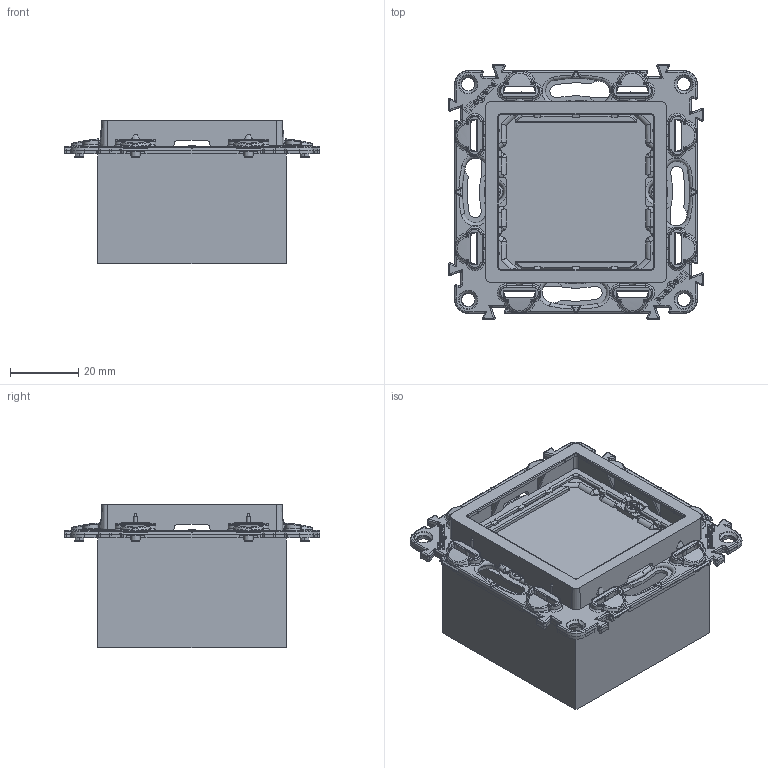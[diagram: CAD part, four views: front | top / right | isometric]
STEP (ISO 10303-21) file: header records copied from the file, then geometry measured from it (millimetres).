
FILE_DESCRIPTION(('CATIA V5 STEP Exchange','CAx-IF Rec.Pracs.--- Model Styling and Organization---1.4--- 2014-01-23'),'2;1');
FILE_NAME('752144_AllCATPart.stp','2020-02-13T09:44:53+00:00',('none'),('none'),'CATIA Version 5-6 Release 2017 SP3','CATIA V5 STEP AP214','none');
FILE_SCHEMA(('AUTOMOTIVE_DESIGN { 1 0 10303 214 1 1 1 1 }'));
Products named in the file (1): 752144_AllCATPart
Bounding box: 74.7 x 74.7 x 41.8 mm (x, y, z)
Volume: 105530.4 mm3; surface area: 24644.5 mm2
Topology: 1 solids, 3 shells, 6564 faces, 18877 edges, 12315 vertices
Faces by surface type: plane 5275, cylinder 527, bspline 276, cone 227, torus 172, extrusion 55, sphere 32
Entity records: 230871 total; most frequent: CARTESIAN_POINT 61654, ORIENTED_EDGE 37626, DIRECTION 27587, EDGE_CURVE 18813, VECTOR 15486, LINE 15431, VERTEX_POINT 12315, EDGE_LOOP 6718
